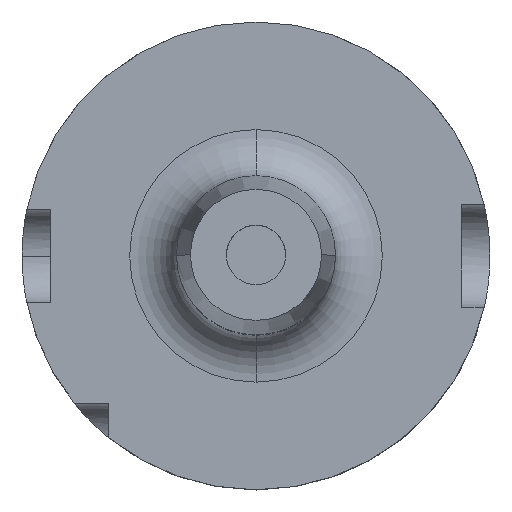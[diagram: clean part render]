
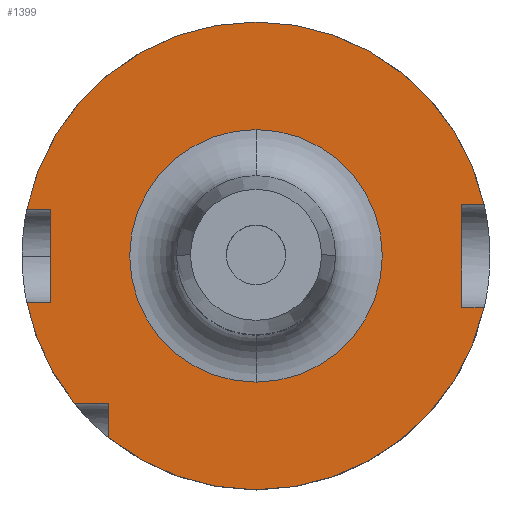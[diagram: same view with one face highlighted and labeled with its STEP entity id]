
A CAD part, top view. The second image highlights one B-rep face of the part: STEP entity #1399.
In plain terms, the highlighted planar face has unit normal (0, 0, 1).
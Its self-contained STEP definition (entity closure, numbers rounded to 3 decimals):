
#15 = AXIS2_PLACEMENT_3D ( 'NONE', #1769, #2287, #2224 ) ;
#16 = VERTEX_POINT ( 'NONE', #931 ) ;
#40 = VERTEX_POINT ( 'NONE', #513 ) ;
#43 = CARTESIAN_POINT ( 'NONE',  ( 0., -27., 29. ) ) ;
#45 = LINE ( 'NONE', #479, #1786 ) ;
#76 = EDGE_LOOP ( 'NONE', ( #179, #1632 ) ) ;
#84 = EDGE_CURVE ( 'NONE', #1460, #16, #2544, .T. ) ;
#107 = EDGE_CURVE ( 'NONE', #1273, #2289, #1381, .T. ) ;
#124 = ORIENTED_EDGE ( 'NONE', *, *, #1592, .T. ) ;
#129 = EDGE_CURVE ( 'NONE', #197, #1773, #1321, .T. ) ;
#172 = CARTESIAN_POINT ( 'NONE',  ( 0., -10., 29. ) ) ;
#175 = EDGE_LOOP ( 'NONE', ( #2736, #1123, #737, #124, #543, #1019, #705, #674, #2404, #315, #233, #1947 ) ) ;
#179 = ORIENTED_EDGE ( 'NONE', *, *, #2371, .T. ) ;
#197 = VERTEX_POINT ( 'NONE', #2284 ) ;
#233 = ORIENTED_EDGE ( 'NONE', *, *, #1413, .F. ) ;
#245 = CARTESIAN_POINT ( 'NONE',  ( -48.99, -10., 29. ) ) ;
#286 = DIRECTION ( 'NONE',  ( 1., 0., 0. ) ) ;
#315 = ORIENTED_EDGE ( 'NONE', *, *, #596, .T. ) ;
#327 = DIRECTION ( 'NONE',  ( 0., 0., -1. ) ) ;
#348 = VERTEX_POINT ( 'NONE', #2103 ) ;
#405 = CARTESIAN_POINT ( 'NONE',  ( 0., 0., 29. ) ) ;
#408 = CARTESIAN_POINT ( 'NONE',  ( -31.5, -31.5, 29. ) ) ;
#412 = PLANE ( 'NONE',  #1578 ) ;
#417 = DIRECTION ( 'NONE',  ( 0., 0., -1. ) ) ;
#479 = CARTESIAN_POINT ( 'NONE',  ( 0., -11., 29. ) ) ;
#501 = LINE ( 'NONE', #1447, #888 ) ;
#513 = CARTESIAN_POINT ( 'NONE',  ( -44., -10., 29. ) ) ;
#517 = CARTESIAN_POINT ( 'NONE',  ( -38.83, -31.5, 29. ) ) ;
#531 = DIRECTION ( 'NONE',  ( 0., -1., 0. ) ) ;
#543 = ORIENTED_EDGE ( 'NONE', *, *, #2296, .F. ) ;
#553 = CARTESIAN_POINT ( 'NONE',  ( -31.5, 0., 29. ) ) ;
#571 = LINE ( 'NONE', #2429, #2622 ) ;
#572 = VERTEX_POINT ( 'NONE', #408 ) ;
#575 = DIRECTION ( 'NONE',  ( 0., 1., 0. ) ) ;
#585 = DIRECTION ( 'NONE',  ( -1., 0., 0. ) ) ;
#596 = EDGE_CURVE ( 'NONE', #2003, #40, #501, .T. ) ;
#601 = VERTEX_POINT ( 'NONE', #517 ) ;
#602 = CIRCLE ( 'NONE', #688, 50. ) ;
#608 = CARTESIAN_POINT ( 'NONE',  ( 0., 0., 29. ) ) ;
#623 = CARTESIAN_POINT ( 'NONE',  ( 0., 50., 29. ) ) ;
#669 = CARTESIAN_POINT ( 'NONE',  ( 0., 11., 29. ) ) ;
#671 = DIRECTION ( 'NONE',  ( 0., 0., 1. ) ) ;
#674 = ORIENTED_EDGE ( 'NONE', *, *, #787, .F. ) ;
#688 = AXIS2_PLACEMENT_3D ( 'NONE', #1493, #327, #912 ) ;
#705 = ORIENTED_EDGE ( 'NONE', *, *, #1719, .F. ) ;
#737 = ORIENTED_EDGE ( 'NONE', *, *, #129, .F. ) ;
#755 = DIRECTION ( 'NONE',  ( 0., -1., 0. ) ) ;
#780 = DIRECTION ( 'NONE',  ( 1., 0., 0. ) ) ;
#787 = EDGE_CURVE ( 'NONE', #1306, #1579, #602, .T. ) ;
#790 = DIRECTION ( 'NONE',  ( 0., -1., 0. ) ) ;
#831 = CARTESIAN_POINT ( 'NONE',  ( 0., 0., 29. ) ) ;
#840 = DIRECTION ( 'NONE',  ( 0., 0., -1. ) ) ;
#843 = AXIS2_PLACEMENT_3D ( 'NONE', #405, #417, #531 ) ;
#886 = DIRECTION ( 'NONE',  ( -1., 0., 0. ) ) ;
#888 = VECTOR ( 'NONE', #755, 1000. ) ;
#900 = CARTESIAN_POINT ( 'NONE',  ( 0., 10., 29. ) ) ;
#912 = DIRECTION ( 'NONE',  ( 0., 1., 0. ) ) ;
#931 = CARTESIAN_POINT ( 'NONE',  ( 48.775, 11., 29. ) ) ;
#950 = VECTOR ( 'NONE', #2146, 1000. ) ;
#971 = VECTOR ( 'NONE', #780, 1000. ) ;
#1019 = ORIENTED_EDGE ( 'NONE', *, *, #84, .T. ) ;
#1079 = VERTEX_POINT ( 'NONE', #245 ) ;
#1098 = EDGE_CURVE ( 'NONE', #601, #1079, #2236, .T. ) ;
#1123 = ORIENTED_EDGE ( 'NONE', *, *, #2402, .F. ) ;
#1201 = LINE ( 'NONE', #900, #1638 ) ;
#1217 = CARTESIAN_POINT ( 'NONE',  ( 0., 0., 29. ) ) ;
#1273 = VERTEX_POINT ( 'NONE', #2503 ) ;
#1301 = CARTESIAN_POINT ( 'NONE',  ( -44., 10., 29. ) ) ;
#1306 = VERTEX_POINT ( 'NONE', #2630 ) ;
#1321 = CIRCLE ( 'NONE', #15, 50. ) ;
#1381 = CIRCLE ( 'NONE', #2552, 27. ) ;
#1399 = ADVANCED_FACE ( 'NONE', ( #1604, #2749 ), #412, .T. ) ;
#1413 = EDGE_CURVE ( 'NONE', #1079, #40, #2693, .T. ) ;
#1447 = CARTESIAN_POINT ( 'NONE',  ( -44., -10., 29. ) ) ;
#1460 = VERTEX_POINT ( 'NONE', #2327 ) ;
#1488 = AXIS2_PLACEMENT_3D ( 'NONE', #1217, #1993, #1984 ) ;
#1493 = CARTESIAN_POINT ( 'NONE',  ( 0., 0., 29. ) ) ;
#1519 = VECTOR ( 'NONE', #286, 1000. ) ;
#1520 = LINE ( 'NONE', #2029, #950 ) ;
#1578 = AXIS2_PLACEMENT_3D ( 'NONE', #608, #671, #2711 ) ;
#1579 = VERTEX_POINT ( 'NONE', #623 ) ;
#1592 = EDGE_CURVE ( 'NONE', #197, #348, #45, .T. ) ;
#1604 = FACE_BOUND ( 'NONE', #76, .T. ) ;
#1621 = EDGE_CURVE ( 'NONE', #2003, #1306, #1201, .T. ) ;
#1632 = ORIENTED_EDGE ( 'NONE', *, *, #107, .T. ) ;
#1638 = VECTOR ( 'NONE', #886, 1000. ) ;
#1719 = EDGE_CURVE ( 'NONE', #1579, #16, #2157, .T. ) ;
#1769 = CARTESIAN_POINT ( 'NONE',  ( 0., 0., 29. ) ) ;
#1773 = VERTEX_POINT ( 'NONE', #2783 ) ;
#1786 = VECTOR ( 'NONE', #585, 1000. ) ;
#1884 = LINE ( 'NONE', #553, #2426 ) ;
#1947 = ORIENTED_EDGE ( 'NONE', *, *, #1098, .F. ) ;
#1958 = CIRCLE ( 'NONE', #843, 27. ) ;
#1984 = DIRECTION ( 'NONE',  ( 0., 1., 0. ) ) ;
#1993 = DIRECTION ( 'NONE',  ( 0., 0., -1. ) ) ;
#2003 = VERTEX_POINT ( 'NONE', #1301 ) ;
#2029 = CARTESIAN_POINT ( 'NONE',  ( 44., -11., 29. ) ) ;
#2103 = CARTESIAN_POINT ( 'NONE',  ( 44., -11., 29. ) ) ;
#2106 = AXIS2_PLACEMENT_3D ( 'NONE', #2609, #2558, #2397 ) ;
#2146 = DIRECTION ( 'NONE',  ( 0., -1., 0. ) ) ;
#2157 = CIRCLE ( 'NONE', #2106, 50. ) ;
#2224 = DIRECTION ( 'NONE',  ( 0., 1., 0. ) ) ;
#2236 = CIRCLE ( 'NONE', #1488, 50. ) ;
#2284 = CARTESIAN_POINT ( 'NONE',  ( 48.775, -11., 29. ) ) ;
#2287 = DIRECTION ( 'NONE',  ( 0., 0., -1. ) ) ;
#2289 = VERTEX_POINT ( 'NONE', #43 ) ;
#2296 = EDGE_CURVE ( 'NONE', #1460, #348, #1520, .T. ) ;
#2310 = EDGE_CURVE ( 'NONE', #572, #601, #571, .T. ) ;
#2327 = CARTESIAN_POINT ( 'NONE',  ( 44., 11., 29. ) ) ;
#2371 = EDGE_CURVE ( 'NONE', #2289, #1273, #1958, .T. ) ;
#2397 = DIRECTION ( 'NONE',  ( 0., 1., 0. ) ) ;
#2402 = EDGE_CURVE ( 'NONE', #1773, #572, #1884, .T. ) ;
#2404 = ORIENTED_EDGE ( 'NONE', *, *, #1621, .F. ) ;
#2426 = VECTOR ( 'NONE', #575, 1000. ) ;
#2429 = CARTESIAN_POINT ( 'NONE',  ( 0., -31.5, 29. ) ) ;
#2503 = CARTESIAN_POINT ( 'NONE',  ( 0., 27., 29. ) ) ;
#2544 = LINE ( 'NONE', #669, #1519 ) ;
#2552 = AXIS2_PLACEMENT_3D ( 'NONE', #831, #840, #790 ) ;
#2558 = DIRECTION ( 'NONE',  ( 0., 0., -1. ) ) ;
#2609 = CARTESIAN_POINT ( 'NONE',  ( 0., 0., 29. ) ) ;
#2622 = VECTOR ( 'NONE', #2650, 1000. ) ;
#2630 = CARTESIAN_POINT ( 'NONE',  ( -48.99, 10., 29. ) ) ;
#2650 = DIRECTION ( 'NONE',  ( -1., 0., 0. ) ) ;
#2693 = LINE ( 'NONE', #172, #971 ) ;
#2711 = DIRECTION ( 'NONE',  ( 0., -1., 0. ) ) ;
#2736 = ORIENTED_EDGE ( 'NONE', *, *, #2310, .F. ) ;
#2749 = FACE_OUTER_BOUND ( 'NONE', #175, .T. ) ;
#2783 = CARTESIAN_POINT ( 'NONE',  ( -31.5, -38.83, 29. ) ) ;
